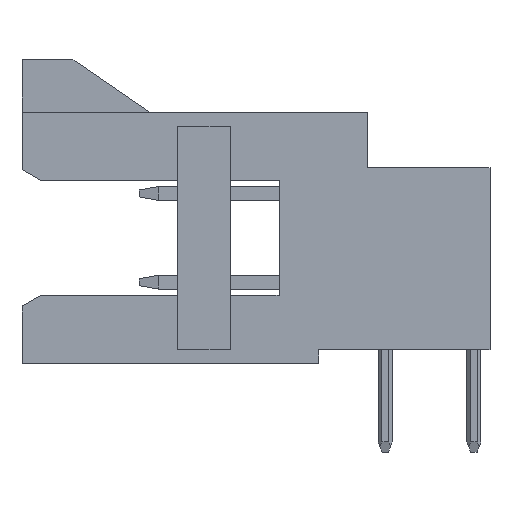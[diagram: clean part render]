
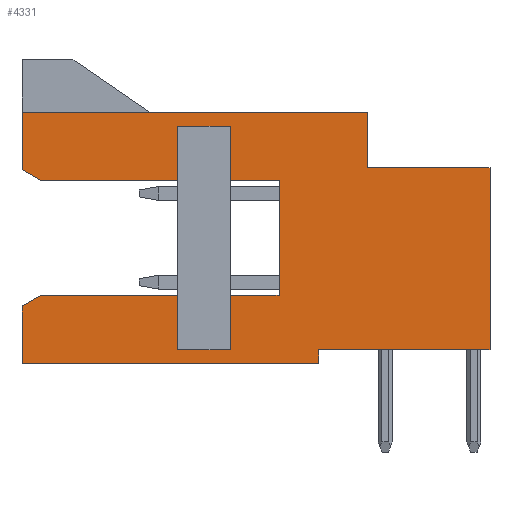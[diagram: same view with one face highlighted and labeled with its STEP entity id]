
A CAD part, left-side view. The second image highlights one B-rep face of the part: STEP entity #4331.
In plain terms, the highlighted planar face has unit normal (-1, 0, 0).
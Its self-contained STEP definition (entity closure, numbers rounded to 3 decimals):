
#556=CARTESIAN_POINT('',(-6.062,1.14,-1.449));
#557=VERTEX_POINT('',#556);
#564=CARTESIAN_POINT('',(-6.062,-0.26,-1.449));
#565=VERTEX_POINT('',#564);
#566=CARTESIAN_POINT('',(-6.062,1.14,-1.449));
#567=DIRECTION('',(0.,-1.,0.));
#568=VECTOR('',#567,1.4);
#569=LINE('',#566,#568);
#570=EDGE_CURVE('',#557,#565,#569,.T.);
#579=CARTESIAN_POINT('',(-6.062,6.581,-1.449));
#580=VERTEX_POINT('',#579);
#587=CARTESIAN_POINT('',(-6.062,2.64,-1.449));
#588=VERTEX_POINT('',#587);
#589=CARTESIAN_POINT('',(-6.062,6.581,-1.449));
#590=DIRECTION('',(0.,-1.,0.));
#591=VECTOR('',#590,3.94);
#592=LINE('',#589,#591);
#593=EDGE_CURVE('',#580,#588,#592,.T.);
#609=CARTESIAN_POINT('',(-6.062,2.64,-2.999));
#610=VERTEX_POINT('',#609);
#611=CARTESIAN_POINT('',(-6.062,1.14,-2.999));
#612=VERTEX_POINT('',#611);
#613=CARTESIAN_POINT('',(-6.062,2.64,-2.999));
#614=DIRECTION('',(0.,-1.,0.));
#615=VECTOR('',#614,1.5);
#616=LINE('',#613,#615);
#617=EDGE_CURVE('',#610,#612,#616,.T.);
#683=CARTESIAN_POINT('',(-6.062,-6.3,-2.999));
#684=VERTEX_POINT('',#683);
#691=CARTESIAN_POINT('',(-6.062,-1.4,-2.999));
#692=VERTEX_POINT('',#691);
#693=CARTESIAN_POINT('',(-6.062,-6.3,-2.999));
#694=DIRECTION('',(0.,1.,0.));
#695=VECTOR('',#694,4.9);
#696=LINE('',#693,#695);
#697=EDGE_CURVE('',#684,#692,#696,.T.);
#3694=CARTESIAN_POINT('',(-6.062,-1.4,-3.399));
#3695=VERTEX_POINT('',#3694);
#3702=CARTESIAN_POINT('',(-6.062,7.1,-3.399));
#3703=VERTEX_POINT('',#3702);
#3704=CARTESIAN_POINT('',(-6.062,-1.4,-3.399));
#3705=DIRECTION('',(0.,1.,0.));
#3706=VECTOR('',#3705,8.5);
#3707=LINE('',#3704,#3706);
#3708=EDGE_CURVE('',#3695,#3703,#3707,.T.);
#3742=CARTESIAN_POINT('',(-6.062,-1.4,-2.999));
#3743=DIRECTION('',(0.,0.,-1.));
#3744=VECTOR('',#3743,0.4);
#3745=LINE('',#3742,#3744);
#3746=EDGE_CURVE('',#692,#3695,#3745,.T.);
#4039=CARTESIAN_POINT('',(-6.062,7.1,-1.749));
#4040=VERTEX_POINT('',#4039);
#4047=CARTESIAN_POINT('',(-6.062,7.1,-1.749));
#4048=DIRECTION('',(0.,-0.866,0.5));
#4049=VECTOR('',#4048,0.6);
#4050=LINE('',#4047,#4049);
#4051=EDGE_CURVE('',#4040,#580,#4050,.T.);
#4161=CARTESIAN_POINT('',(-6.062,2.64,3.401));
#4162=VERTEX_POINT('',#4161);
#4169=CARTESIAN_POINT('',(-6.062,2.64,1.851));
#4170=VERTEX_POINT('',#4169);
#4171=CARTESIAN_POINT('',(-6.062,2.64,3.401));
#4172=DIRECTION('',(0.,0.,-1.));
#4173=VECTOR('',#4172,1.55);
#4174=LINE('',#4171,#4173);
#4175=EDGE_CURVE('',#4162,#4170,#4174,.T.);
#4185=CARTESIAN_POINT('',(-6.062,2.64,-1.449));
#4186=DIRECTION('',(0.,0.,-1.));
#4187=VECTOR('',#4186,1.55);
#4188=LINE('',#4185,#4187);
#4189=EDGE_CURVE('',#588,#610,#4188,.T.);
#4219=CARTESIAN_POINT('',(-6.062,0.4,0.201));
#4220=DIRECTION('',(0.,0.,1.));
#4221=DIRECTION('',(-1.,0.,0.));
#4222=AXIS2_PLACEMENT_3D('',#4219,#4221,#4220);
#4223=PLANE('',#4222);
#4224=CARTESIAN_POINT('',(-6.062,-6.3,2.201));
#4225=VERTEX_POINT('',#4224);
#4226=CARTESIAN_POINT('',(-6.062,-6.3,-2.999));
#4227=DIRECTION('',(0.,0.,1.));
#4228=VECTOR('',#4227,5.2);
#4229=LINE('',#4226,#4228);
#4230=EDGE_CURVE('',#684,#4225,#4229,.T.);
#4231=ORIENTED_EDGE('',*,*,#4230,.T.);
#4232=CARTESIAN_POINT('',(-6.062,-2.8,2.201));
#4233=VERTEX_POINT('',#4232);
#4234=CARTESIAN_POINT('',(-6.062,-6.3,2.201));
#4235=DIRECTION('',(0.,1.,0.));
#4236=VECTOR('',#4235,3.5);
#4237=LINE('',#4234,#4236);
#4238=EDGE_CURVE('',#4225,#4233,#4237,.T.);
#4239=ORIENTED_EDGE('',*,*,#4238,.T.);
#4240=CARTESIAN_POINT('',(-6.062,-2.8,3.801));
#4241=VERTEX_POINT('',#4240);
#4242=CARTESIAN_POINT('',(-6.062,-2.8,2.201));
#4243=DIRECTION('',(0.,0.,1.));
#4244=VECTOR('',#4243,1.6);
#4245=LINE('',#4242,#4244);
#4246=EDGE_CURVE('',#4233,#4241,#4245,.T.);
#4247=ORIENTED_EDGE('',*,*,#4246,.T.);
#4248=CARTESIAN_POINT('',(-6.062,7.1,3.801));
#4249=VERTEX_POINT('',#4248);
#4250=CARTESIAN_POINT('',(-6.062,-2.8,3.801));
#4251=DIRECTION('',(0.,1.,0.));
#4252=VECTOR('',#4251,9.9);
#4253=LINE('',#4250,#4252);
#4254=EDGE_CURVE('',#4241,#4249,#4253,.T.);
#4255=ORIENTED_EDGE('',*,*,#4254,.T.);
#4256=CARTESIAN_POINT('',(-6.062,7.1,2.151));
#4257=VERTEX_POINT('',#4256);
#4258=CARTESIAN_POINT('',(-6.062,7.1,3.801));
#4259=DIRECTION('',(0.,0.,-1.));
#4260=VECTOR('',#4259,1.65);
#4261=LINE('',#4258,#4260);
#4262=EDGE_CURVE('',#4249,#4257,#4261,.T.);
#4263=ORIENTED_EDGE('',*,*,#4262,.T.);
#4264=CARTESIAN_POINT('',(-6.062,6.581,1.851));
#4265=VERTEX_POINT('',#4264);
#4266=CARTESIAN_POINT('',(-6.062,7.1,2.151));
#4267=DIRECTION('',(0.,-0.866,-0.5));
#4268=VECTOR('',#4267,0.6);
#4269=LINE('',#4266,#4268);
#4270=EDGE_CURVE('',#4257,#4265,#4269,.T.);
#4271=ORIENTED_EDGE('',*,*,#4270,.T.);
#4272=CARTESIAN_POINT('',(-6.062,6.581,1.851));
#4273=DIRECTION('',(0.,-1.,0.));
#4274=VECTOR('',#4273,3.94);
#4275=LINE('',#4272,#4274);
#4276=EDGE_CURVE('',#4265,#4170,#4275,.T.);
#4277=ORIENTED_EDGE('',*,*,#4276,.T.);
#4278=ORIENTED_EDGE('',*,*,#4175,.F.);
#4279=CARTESIAN_POINT('',(-6.062,1.14,3.401));
#4280=VERTEX_POINT('',#4279);
#4281=CARTESIAN_POINT('',(-6.062,2.64,3.401));
#4282=DIRECTION('',(0.,-1.,0.));
#4283=VECTOR('',#4282,1.5);
#4284=LINE('',#4281,#4283);
#4285=EDGE_CURVE('',#4162,#4280,#4284,.T.);
#4286=ORIENTED_EDGE('',*,*,#4285,.T.);
#4287=CARTESIAN_POINT('',(-6.062,1.14,1.851));
#4288=VERTEX_POINT('',#4287);
#4289=CARTESIAN_POINT('',(-6.062,1.14,3.401));
#4290=DIRECTION('',(0.,0.,-1.));
#4291=VECTOR('',#4290,1.55);
#4292=LINE('',#4289,#4291);
#4293=EDGE_CURVE('',#4280,#4288,#4292,.T.);
#4294=ORIENTED_EDGE('',*,*,#4293,.T.);
#4295=CARTESIAN_POINT('',(-6.062,-0.26,1.851));
#4296=VERTEX_POINT('',#4295);
#4297=CARTESIAN_POINT('',(-6.062,1.14,1.851));
#4298=DIRECTION('',(0.,-1.,0.));
#4299=VECTOR('',#4298,1.4);
#4300=LINE('',#4297,#4299);
#4301=EDGE_CURVE('',#4288,#4296,#4300,.T.);
#4302=ORIENTED_EDGE('',*,*,#4301,.T.);
#4303=CARTESIAN_POINT('',(-6.062,-0.26,1.851));
#4304=DIRECTION('',(0.,0.,-1.));
#4305=VECTOR('',#4304,3.3);
#4306=LINE('',#4303,#4305);
#4307=EDGE_CURVE('',#4296,#565,#4306,.T.);
#4308=ORIENTED_EDGE('',*,*,#4307,.T.);
#4309=ORIENTED_EDGE('',*,*,#570,.F.);
#4310=CARTESIAN_POINT('',(-6.062,1.14,-1.449));
#4311=DIRECTION('',(0.,0.,-1.));
#4312=VECTOR('',#4311,1.55);
#4313=LINE('',#4310,#4312);
#4314=EDGE_CURVE('',#557,#612,#4313,.T.);
#4315=ORIENTED_EDGE('',*,*,#4314,.T.);
#4316=ORIENTED_EDGE('',*,*,#617,.F.);
#4317=ORIENTED_EDGE('',*,*,#4189,.F.);
#4318=ORIENTED_EDGE('',*,*,#593,.F.);
#4319=ORIENTED_EDGE('',*,*,#4051,.F.);
#4320=CARTESIAN_POINT('',(-6.062,7.1,-1.749));
#4321=DIRECTION('',(0.,0.,-1.));
#4322=VECTOR('',#4321,1.65);
#4323=LINE('',#4320,#4322);
#4324=EDGE_CURVE('',#4040,#3703,#4323,.T.);
#4325=ORIENTED_EDGE('',*,*,#4324,.T.);
#4326=ORIENTED_EDGE('',*,*,#3708,.F.);
#4327=ORIENTED_EDGE('',*,*,#3746,.F.);
#4328=ORIENTED_EDGE('',*,*,#697,.F.);
#4329=EDGE_LOOP('',(#4231,#4239,#4247,#4255,#4263,#4271,#4277,#4278,#4286,#4294,#4302,#4308,#4309,#4315,#4316,#4317,#4318,#4319,#4325,#4326,#4327,#4328));
#4330=FACE_OUTER_BOUND('',#4329,.T.);
#4331=ADVANCED_FACE('',(#4330),#4223,.T.);
